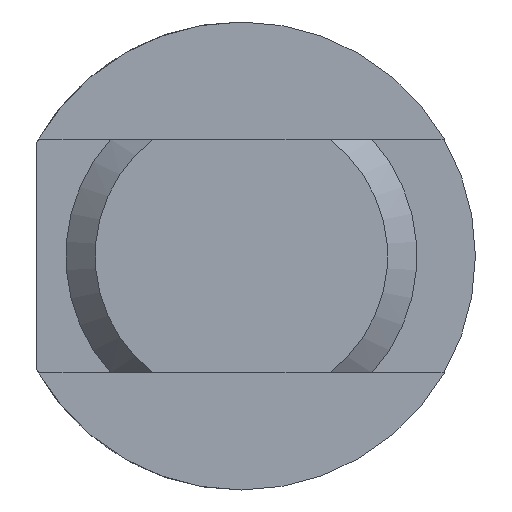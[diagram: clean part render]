
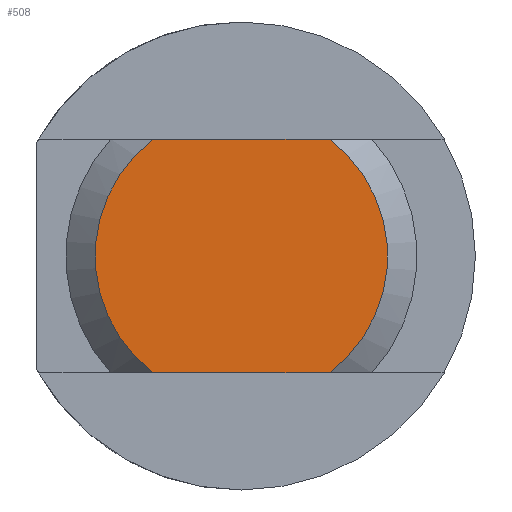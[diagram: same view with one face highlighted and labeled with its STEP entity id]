
A CAD part, left-side view. The second image highlights one B-rep face of the part: STEP entity #508.
In plain terms, the highlighted planar face has unit normal (-1, 0, 0).
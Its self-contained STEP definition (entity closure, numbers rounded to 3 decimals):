
#72 = CARTESIAN_POINT ( 'NONE',  ( 0., -3., 4. ) ) ;
#74 = CARTESIAN_POINT ( 'NONE',  ( 0., 3., -4. ) ) ;
#86 = CARTESIAN_POINT ( 'NONE',  ( 0., -3., -4. ) ) ;
#281 = VERTEX_POINT ( 'NONE', #72 ) ;
#282 = VERTEX_POINT ( 'NONE', #74 ) ;
#293 = VERTEX_POINT ( 'NONE', #86 ) ;
#349 = VERTEX_POINT ( 'NONE', #404 ) ;
#404 = CARTESIAN_POINT ( 'NONE',  ( 0., 3., 4. ) ) ;
#508 = ADVANCED_FACE ( 'NONE', ( #3045 ), #1799, .F. ) ;
#585 = AXIS2_PLACEMENT_3D ( 'NONE', #1802, #1565, #1614 ) ;
#664 = EDGE_CURVE ( 'NONE', #349, #281, #3325, .T. ) ;
#688 = EDGE_CURVE ( 'NONE', #349, #282, #3343, .T. ) ;
#737 = EDGE_CURVE ( 'NONE', #293, #281, #3351, .T. ) ;
#771 = EDGE_CURVE ( 'NONE', #293, #282, #3161, .T. ) ;
#1110 = AXIS2_PLACEMENT_3D ( 'NONE', #2068, #2053, #2056 ) ;
#1168 = AXIS2_PLACEMENT_3D ( 'NONE', #1917, #2131, #1958 ) ;
#1330 = DIRECTION ( 'NONE',  ( 0., 1., 0. ) ) ;
#1565 = DIRECTION ( 'NONE',  ( 1., 0., 0. ) ) ;
#1614 = DIRECTION ( 'NONE',  ( 0., 0., -1. ) ) ;
#1799 = PLANE ( 'NONE',  #585 ) ;
#1802 = CARTESIAN_POINT ( 'NONE',  ( 0., 0., 0. ) ) ;
#1916 = CARTESIAN_POINT ( 'NONE',  ( 0., 6.928, -4. ) ) ;
#1917 = CARTESIAN_POINT ( 'NONE',  ( 0., 0., 0. ) ) ;
#1958 = DIRECTION ( 'NONE',  ( 0., 0., -1. ) ) ;
#2053 = DIRECTION ( 'NONE',  ( -1., 0., 0. ) ) ;
#2056 = DIRECTION ( 'NONE',  ( 0., 0., -1. ) ) ;
#2068 = CARTESIAN_POINT ( 'NONE',  ( 0., 0., 0. ) ) ;
#2131 = DIRECTION ( 'NONE',  ( -1., 0., 0. ) ) ;
#2191 = CARTESIAN_POINT ( 'NONE',  ( 0., 6.928, 4. ) ) ;
#2193 = DIRECTION ( 'NONE',  ( 0., -1., 0. ) ) ;
#2207 = ORIENTED_EDGE ( 'NONE', *, *, #688, .T. ) ;
#2214 = ORIENTED_EDGE ( 'NONE', *, *, #771, .F. ) ;
#2215 = ORIENTED_EDGE ( 'NONE', *, *, #737, .T. ) ;
#2220 = ORIENTED_EDGE ( 'NONE', *, *, #664, .F. ) ;
#2322 = EDGE_LOOP ( 'NONE', ( #2214, #2215, #2220, #2207 ) ) ;
#3045 = FACE_OUTER_BOUND ( 'NONE', #2322, .T. ) ;
#3161 = LINE ( 'NONE', #1916, #3331 ) ;
#3316 = VECTOR ( 'NONE', #2193, 1000. ) ;
#3325 = LINE ( 'NONE', #2191, #3316 ) ;
#3331 = VECTOR ( 'NONE', #1330, 1000. ) ;
#3343 = CIRCLE ( 'NONE', #1110, 5. ) ;
#3351 = CIRCLE ( 'NONE', #1168, 5. ) ;
